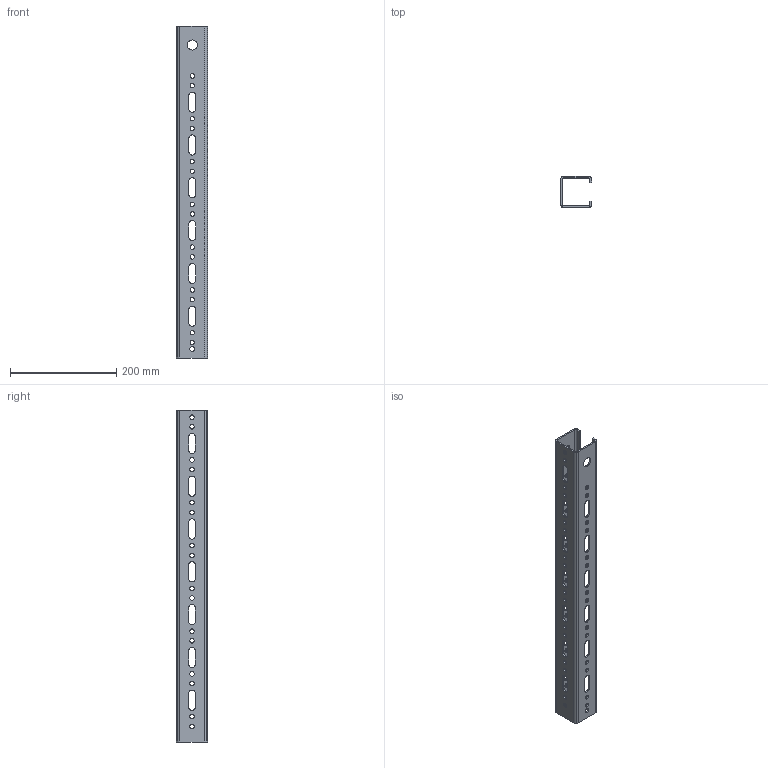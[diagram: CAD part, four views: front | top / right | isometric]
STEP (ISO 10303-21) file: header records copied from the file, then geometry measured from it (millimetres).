
FILE_DESCRIPTION (( 'STEP AP214' ), '1' );
FILE_NAME ('CHANNEL 2 SHEET METAL.STEP', '2026-01-29T18:01:51', ( 'FBC' ), ( '' ), 'SwSTEP 2.0', 'SolidWorks 2022', '' );
FILE_SCHEMA (( 'AUTOMOTIVE_DESIGN' ));
Length unit declared in the file: inch
Products named in the file (1): CHANNEL 2 SHEET METAL
Bounding box: 58.42 x 58.42 x 625.3 mm (x, y, z)
Volume: 314815.3 mm3; surface area: 213124.8 mm2
Topology: 1 solids, 1 shells, 254 faces, 724 edges, 472 vertices
Faces by surface type: cylinder 186, plane 68
Entity records: 8732 total; most frequent: DIRECTION 1606, CARTESIAN_POINT 1451, ORIENTED_EDGE 1448, EDGE_CURVE 724, AXIS2_PLACEMENT_3D 627, VERTEX_POINT 472, EDGE_LOOP 388, CIRCLE 372
